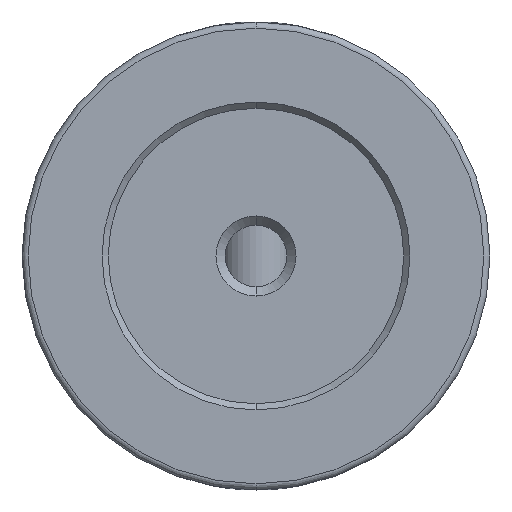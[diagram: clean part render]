
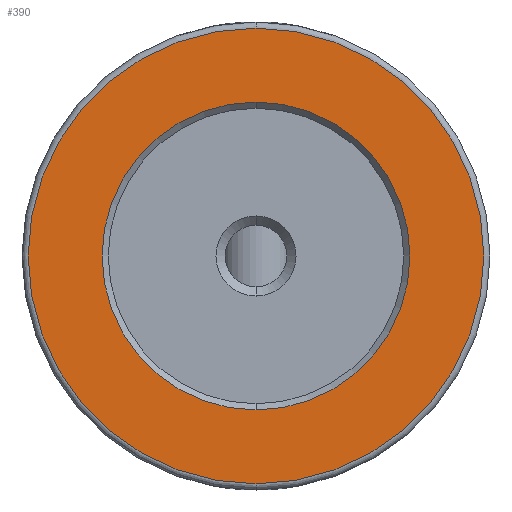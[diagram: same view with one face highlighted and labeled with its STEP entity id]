
A CAD part, front view. The second image highlights one B-rep face of the part: STEP entity #390.
In plain terms, the highlighted planar face has unit normal (0, -1, 0).
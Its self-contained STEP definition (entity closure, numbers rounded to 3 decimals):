
#18 = CARTESIAN_POINT ( 'NONE',  ( -85.227, -229.261, 387.5 ) ) ;
#50 = CARTESIAN_POINT ( 'NONE',  ( -85.227, -229.261, 400. ) ) ;
#54 = CARTESIAN_POINT ( 'NONE',  ( -85.227, -229.261, 400. ) ) ;
#147 = CIRCLE ( 'NONE', #387, 12.5 ) ;
#161 = AXIS2_PLACEMENT_3D ( 'NONE', #50, #353, #895 ) ;
#191 = VERTEX_POINT ( 'NONE', #18 ) ;
#208 = CARTESIAN_POINT ( 'NONE',  ( -85.227, -229.261, 400. ) ) ;
#232 = DIRECTION ( 'NONE',  ( 0., -1., 0. ) ) ;
#233 = VERTEX_POINT ( 'NONE', #811 ) ;
#353 = DIRECTION ( 'NONE',  ( 0., 1., 0. ) ) ;
#387 = AXIS2_PLACEMENT_3D ( 'NONE', #54, #986, #765 ) ;
#390 = ADVANCED_FACE ( 'NONE', ( #432, #904 ), #745, .F. ) ;
#396 = EDGE_LOOP ( 'NONE', ( #480, #934 ) ) ;
#432 = FACE_BOUND ( 'NONE', #681, .T. ) ;
#480 = ORIENTED_EDGE ( 'NONE', *, *, #700, .T. ) ;
#483 = AXIS2_PLACEMENT_3D ( 'NONE', #490, #865, #729 ) ;
#490 = CARTESIAN_POINT ( 'NONE',  ( -85.227, -229.261, 400. ) ) ;
#516 = EDGE_CURVE ( 'NONE', #233, #708, #675, .T. ) ;
#525 = DIRECTION ( 'NONE',  ( 0., 1., 0. ) ) ;
#607 = CARTESIAN_POINT ( 'NONE',  ( -85.227, -229.261, 412.5 ) ) ;
#667 = DIRECTION ( 'NONE',  ( 0., 0., 1. ) ) ;
#675 = CIRCLE ( 'NONE', #727, 18.5 ) ;
#681 = EDGE_LOOP ( 'NONE', ( #702, #980 ) ) ;
#700 = EDGE_CURVE ( 'NONE', #708, #233, #954, .T. ) ;
#702 = ORIENTED_EDGE ( 'NONE', *, *, #816, .T. ) ;
#708 = VERTEX_POINT ( 'NONE', #794 ) ;
#717 = CARTESIAN_POINT ( 'NONE',  ( -85.227, -229.261, 400. ) ) ;
#727 = AXIS2_PLACEMENT_3D ( 'NONE', #717, #232, #777 ) ;
#729 = DIRECTION ( 'NONE',  ( 0., 0., 1. ) ) ;
#745 = PLANE ( 'NONE',  #913 ) ;
#765 = DIRECTION ( 'NONE',  ( 0., 0., 1. ) ) ;
#777 = DIRECTION ( 'NONE',  ( 0., 0., 1. ) ) ;
#794 = CARTESIAN_POINT ( 'NONE',  ( -85.227, -229.261, 418.5 ) ) ;
#811 = CARTESIAN_POINT ( 'NONE',  ( -85.227, -229.261, 381.5 ) ) ;
#816 = EDGE_CURVE ( 'NONE', #961, #191, #837, .T. ) ;
#837 = CIRCLE ( 'NONE', #161, 12.5 ) ;
#865 = DIRECTION ( 'NONE',  ( 0., -1., 0. ) ) ;
#882 = EDGE_CURVE ( 'NONE', #191, #961, #147, .T. ) ;
#895 = DIRECTION ( 'NONE',  ( 0., 0., 1. ) ) ;
#904 = FACE_OUTER_BOUND ( 'NONE', #396, .T. ) ;
#913 = AXIS2_PLACEMENT_3D ( 'NONE', #208, #525, #667 ) ;
#934 = ORIENTED_EDGE ( 'NONE', *, *, #516, .T. ) ;
#954 = CIRCLE ( 'NONE', #483, 18.5 ) ;
#961 = VERTEX_POINT ( 'NONE', #607 ) ;
#980 = ORIENTED_EDGE ( 'NONE', *, *, #882, .T. ) ;
#986 = DIRECTION ( 'NONE',  ( 0., 1., 0. ) ) ;
